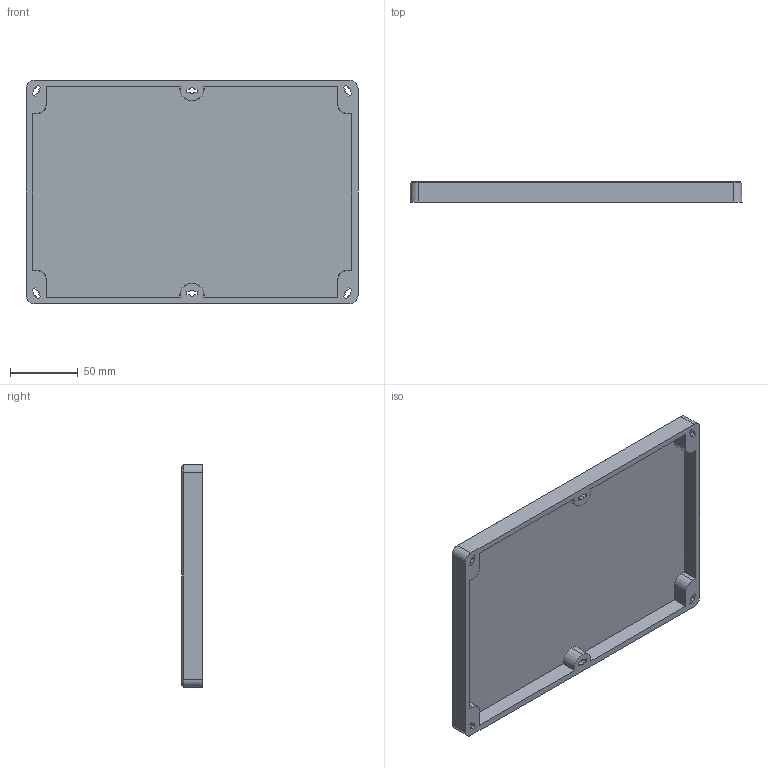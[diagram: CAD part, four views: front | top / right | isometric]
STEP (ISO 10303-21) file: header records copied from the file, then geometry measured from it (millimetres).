
FILE_DESCRIPTION (( 'STEP AP203' ), '1' );
FILE_NAME ('FIBOX_EU162402C.STEP', '2005-08-03T07:56:12', ( ' ' ), ( ' ' ), 'SwSTEP 2.0', 'SolidWorks 2005187', '' );
FILE_SCHEMA (( 'CONFIG_CONTROL_DESIGN' ));
Length unit declared in the file: millimetre
Products named in the file (1): FIBOX_EU162402C
Bounding box: 244.2 x 15 x 164.2 mm (x, y, z)
Volume: 189426.1 mm3; surface area: 102363.2 mm2
Topology: 1 solids, 1 shells, 107 faces, 304 edges, 200 vertices
Faces by surface type: plane 65, cylinder 26, cone 16
Entity records: 3599 total; most frequent: DIRECTION 624, CARTESIAN_POINT 612, ORIENTED_EDGE 608, EDGE_CURVE 304, AXIS2_PLACEMENT_3D 212, VERTEX_POINT 200, VECTOR 200, LINE 200
